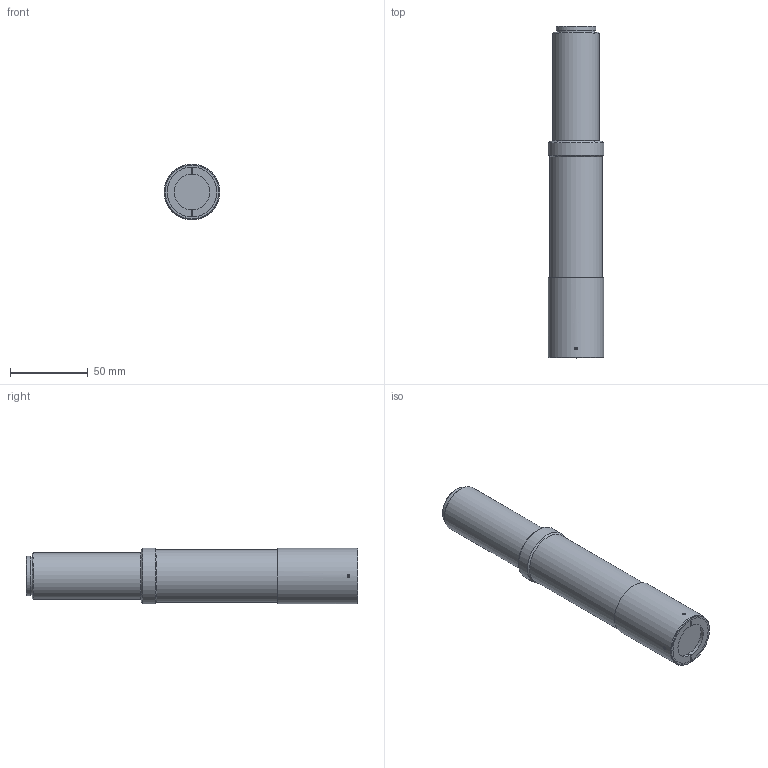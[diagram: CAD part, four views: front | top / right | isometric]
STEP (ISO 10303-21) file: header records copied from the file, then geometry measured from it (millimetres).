
FILE_DESCRIPTION((''),'2;1');
FILE_NAME('T10-7.4L 3D-Modell.stp','2007-02-23T07:50:01',('regenspurg'),(''),'Autodesk Inventor 11','Autodesk Inventor 11','');
FILE_SCHEMA(('AUTOMOTIVE_DESIGN { 1 0 10303 214 1 1 1 1 }'));
Length unit declared in the file: millimetre
Products named in the file (1): T10-7.4L 3D-Modell
Bounding box: 36 x 213.5 x 36 mm (x, y, z)
Volume: 179657.6 mm3; surface area: 25473.9 mm2
Topology: 1 solids, 5 shells, 101 faces, 246 edges, 163 vertices
Faces by surface type: plane 55, cone 18, cylinder 15, bspline 13
Full cylindrical faces by diameter (mm): 12 x1, 24.4 x1, 25.4 x1, 30 x1, 34 x1, 35.5 x1, 36 x1
Entity records: 3076 total; most frequent: CARTESIAN_POINT 1141, DIRECTION 368, ORIENTED_EDGE 354, EDGE_CURVE 177, EDGE_LOOP 148, AXIS2_PLACEMENT_3D 138, VERTEX_POINT 133, FACE_OUTER_BOUND 101
